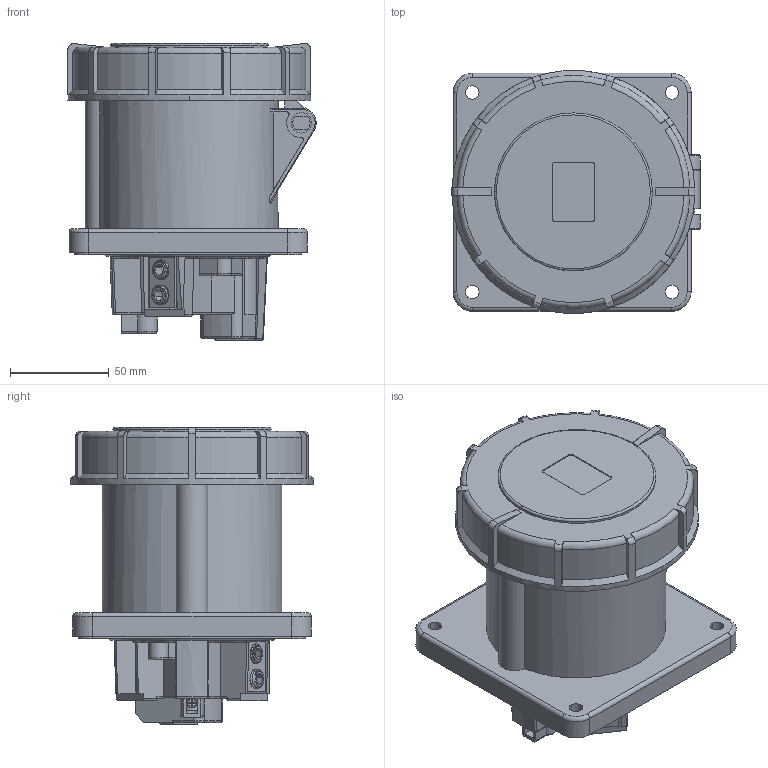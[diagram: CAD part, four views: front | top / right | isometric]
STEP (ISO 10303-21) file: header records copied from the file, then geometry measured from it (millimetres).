
FILE_DESCRIPTION(/* description */ (''),/* implementation_level */ '2;1');
FILE_NAME(/* name */ 'RS-3432.stp',/* time_stamp */ '2025-01-06T15:20:31+08:00',/* author */ (''),/* organization */ (''),/* preprocessor_version */ 'ST-DEVELOPER v16.7',/* originating_system */ 'SIEMENS PLM Software NX 12.0',/* authorisation */ '');
FILE_SCHEMA (('AUTOMOTIVE_DESIGN { 1 0 10303 214 3 1 1 1 }'));
Products named in the file (1): Admi020446D7nbj5
Bounding box: 125.65 x 123 x 150.32 mm (x, y, z)
Volume: 470230.8 mm3; surface area: 331562.9 mm2
Topology: 1 solids, 2 shells, 2223 faces, 6370 edges, 4118 vertices
Faces by surface type: plane 1141, cylinder 617, cone 225, bspline 146, torus 76, extrusion 13, sphere 5
Entity records: 120639 total; most frequent: CARTESIAN_POINT 64067, ORIENTED_EDGE 12688, DIRECTION 10860, EDGE_CURVE 6344, VERTEX_POINT 4118, AXIS2_PLACEMENT_3D 3897, VECTOR 3066, LINE 3053
